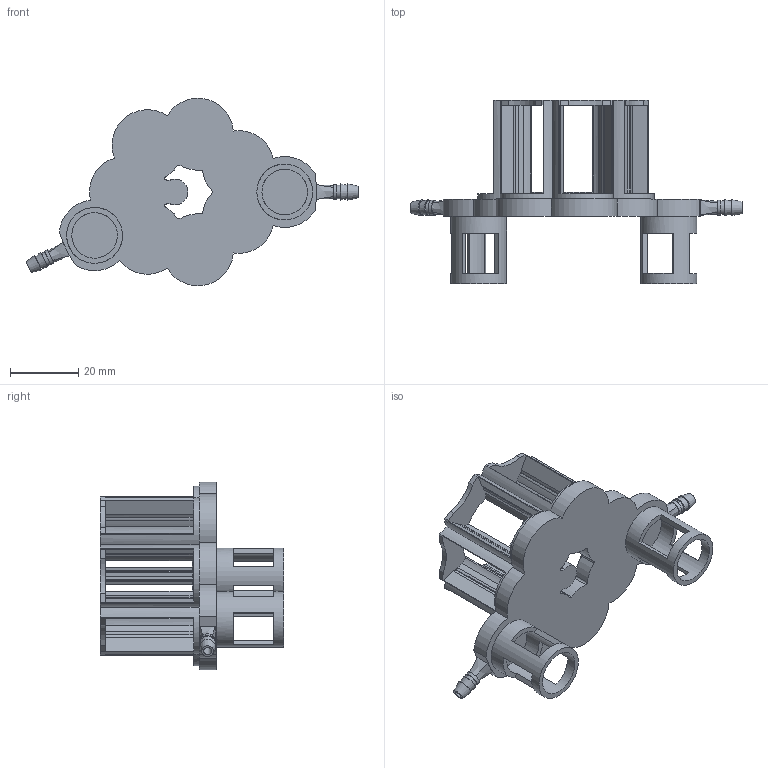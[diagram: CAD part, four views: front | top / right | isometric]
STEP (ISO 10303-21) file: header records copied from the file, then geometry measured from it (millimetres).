
FILE_DESCRIPTION(/* description */ (''),/* implementation_level */ '2;1');
FILE_NAME(/* name */ 'pump 3d print test v4.step',/* time_stamp */ '2024-01-15T23:21:01-05:00',/* author */ (''),/* organization */ (''),/* preprocessor_version */ 'ST-DEVELOPER v20',/* originating_system */ 'Autodesk Translation Framework v12.14.0.127',/* authorisation */ '');
FILE_SCHEMA (('AUTOMOTIVE_DESIGN { 1 0 10303 214 3 1 1 }'));
Length unit declared in the file: millimetre
Products named in the file (2): pump 3d print test; Pump Body
Assembly tree (1 placements, depth 2):
  pump 3d print test
    Pump Body
Bounding box: 97.04 x 53.66 x 54.81 mm (x, y, z)
Volume: 16471.3 mm3; surface area: 22616.7 mm2
Topology: 1 solids, 1 shells, 351 faces, 1004 edges, 654 vertices
Faces by surface type: cylinder 163, plane 155, cone 17, bspline 16
Full cylindrical faces by diameter (mm): 2.5 x1, 2.672 x2, 4 x2, 4.4 x2, 4.5 x1, 13.335 x2, 16.335 x2
Entity records: 12167 total; most frequent: CARTESIAN_POINT 2596, DIRECTION 2077, ORIENTED_EDGE 2008, EDGE_CURVE 1004, AXIS2_PLACEMENT_3D 765, VERTEX_POINT 654, LINE 547, VECTOR 547
